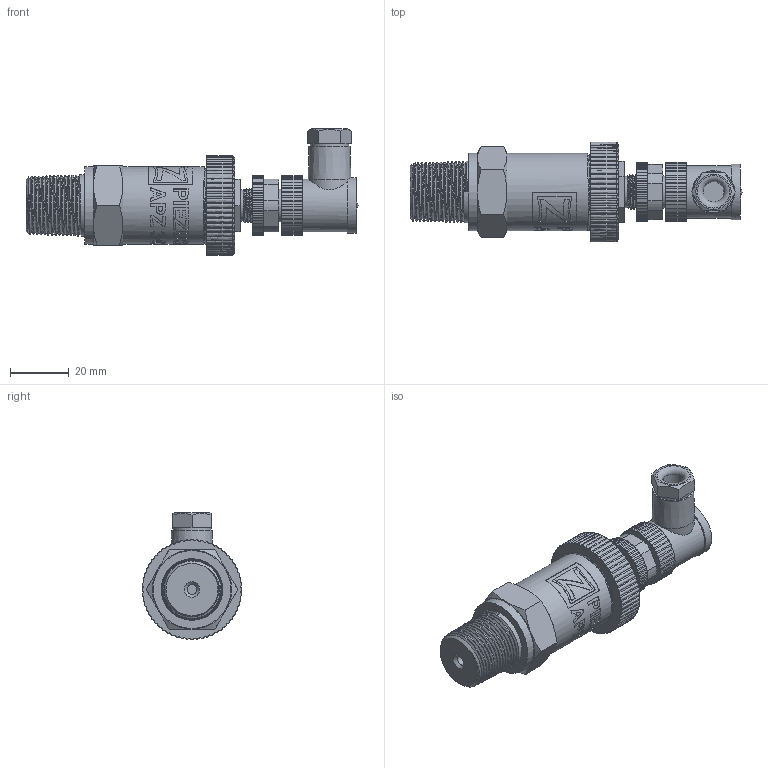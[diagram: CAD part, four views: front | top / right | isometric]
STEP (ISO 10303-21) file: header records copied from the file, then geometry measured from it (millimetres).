
FILE_DESCRIPTION(/* description */ (''),/* implementation_level */ '2;1');
FILE_NAME(/* name */ 'APZ3421_1''2NPT_M12x1-angular.step',/* time_stamp */ '2021-06-23T10:53:19+03:00',/* author */ (''),/* organization */ (''),/* preprocessor_version */ 'ST-DEVELOPER v18.1',/* originating_system */ 'Autodesk Translation Framework v10.9.0.1377',/* authorisation */ '');
FILE_SCHEMA (('AUTOMOTIVE_DESIGN { 1 0 10303 214 3 1 1 }'));
Products named in the file (6): APZ3421_1'2NPT_M12x1-angular; 1/2 NPT; OMAL nut M27x1.5 v8; M12x1 male v16; Ш100.000.002 v4; M12x1 female angular v10
Assembly tree (5 placements, depth 2):
  APZ3421_1'2NPT_M12x1-angular
    1/2 NPT
    OMAL nut M27x1.5 v8
    M12x1 male v16
    Ш100.000.002 v4
    M12x1 female angular v10
Bounding box: 113.07 x 34 x 43.2 mm (x, y, z)
Volume: 52094.8 mm3; surface area: 20816.2 mm2
Topology: 16 solids, 16 shells, 969 faces, 2704 edges, 1813 vertices
Faces by surface type: bspline 433, cylinder 317, plane 170, cone 45, torus 3, sphere 1
Full cylindrical faces by diameter (mm): 1 x12, 1.5 x4, 3.3 x1, 7 x1, 8 x1, 8.2 x1, 9.471 x2, 10.6 x2, 10.741 x6, 11.035 x4, 11.156 x1, 11.884 x5, 12.152 x4, 13 x1, 14 x1, 14.137 x4, 14.526 x3, 15.85 x3, 16.203 x3, 18 x1, 19 x1, 21.4 x2, 22.3 x1, 22.4 x1, 24.5 x1, 25.132 x4, 25.526 x4, 26.5 x6, 27.208 x5
Entity records: 73931 total; most frequent: CARTESIAN_POINT 51474, ORIENTED_EDGE 5408, DIRECTION 3393, EDGE_CURVE 2704, VERTEX_POINT 1813, AXIS2_PLACEMENT_3D 1168, LINE 1057, VECTOR 1057
